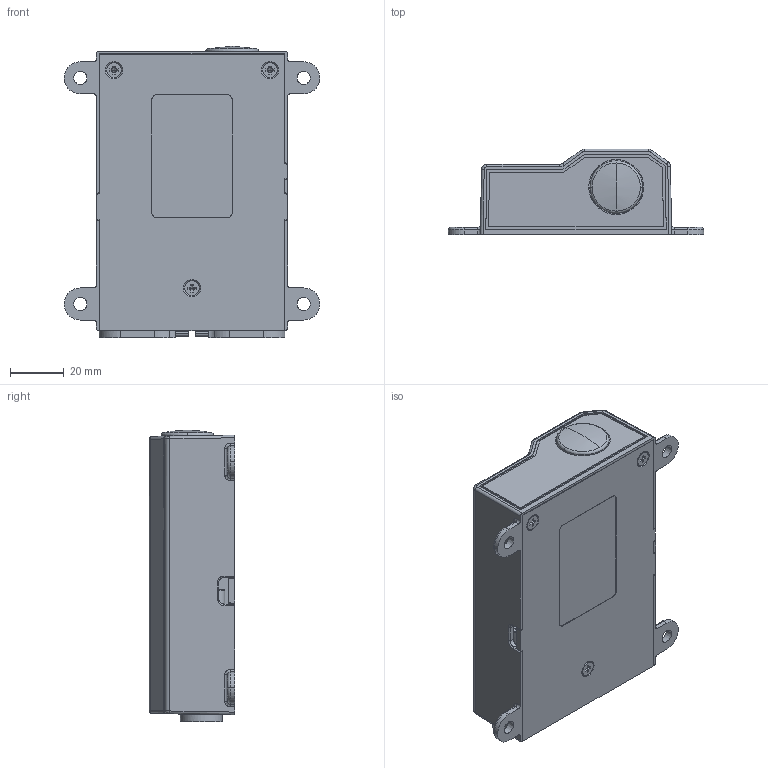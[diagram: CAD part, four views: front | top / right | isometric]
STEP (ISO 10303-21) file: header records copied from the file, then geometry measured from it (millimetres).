
FILE_DESCRIPTION (( 'STEP AP203' ), '1' );
FILE_NAME ('Power down box.STEP', '2012-10-30T13:32:04', ( 'admin' ), ( 'Hewlett-Packard Company' ), 'SwSTEP 2.0', 'SolidWorks 2012', '' );
FILE_SCHEMA (( 'CONFIG_CONTROL_DESIGN' ));
Length unit declared in the file: millimetre
Products named in the file (1): Power down box
Bounding box: 95.4 x 31.9 x 108.8 mm (x, y, z)
Volume: 178931.9 mm3; surface area: 49569.1 mm2
Topology: 1 solids, 1 shells, 638 faces, 1712 edges, 1067 vertices
Faces by surface type: cylinder 250, plane 234, bspline 55, torus 49, cone 42, sphere 8
Entity records: 21171 total; most frequent: CARTESIAN_POINT 5792, ORIENTED_EDGE 3416, DIRECTION 3067, EDGE_CURVE 1708, AXIS2_PLACEMENT_3D 1074, VERTEX_POINT 1067, LINE 919, VECTOR 919
